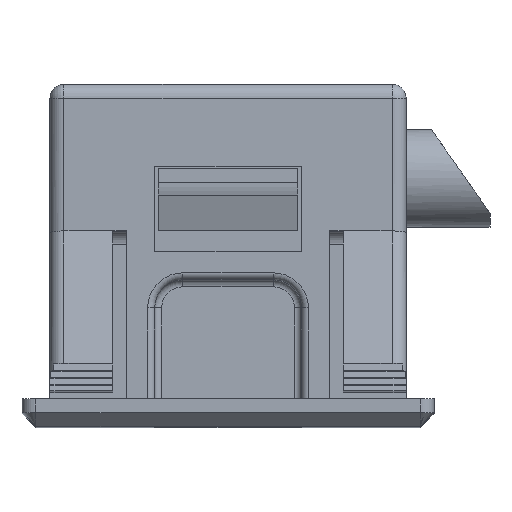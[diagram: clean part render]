
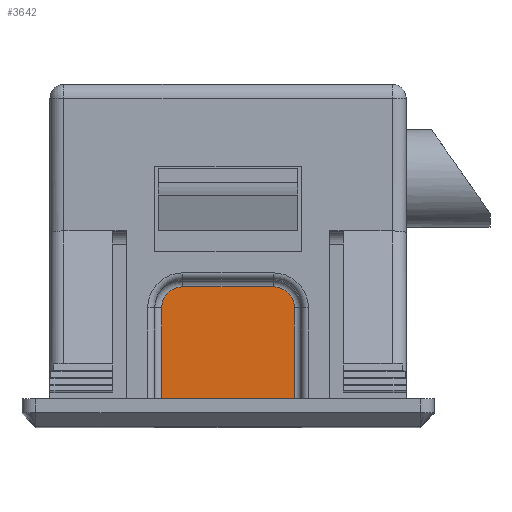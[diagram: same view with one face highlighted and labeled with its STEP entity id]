
A CAD part, top view. The second image highlights one B-rep face of the part: STEP entity #3642.
In plain terms, the highlighted planar face has unit normal (0, 0, 1).
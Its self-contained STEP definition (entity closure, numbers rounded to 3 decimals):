
#84 = DIRECTION ( 'NONE',  ( 0., 0., -1. ) ) ;
#98 = CARTESIAN_POINT ( 'NONE',  ( 3.25, 8.5, 21.25 ) ) ;
#102 = CARTESIAN_POINT ( 'NONE',  ( -4.75, 8.5, 21.25 ) ) ;
#118 = CIRCLE ( 'NONE', #4614, 1.5 ) ;
#274 = CARTESIAN_POINT ( 'NONE',  ( -4.75, 8.5, 21.25 ) ) ;
#528 = ORIENTED_EDGE ( 'NONE', *, *, #1619, .F. ) ;
#555 = ORIENTED_EDGE ( 'NONE', *, *, #4590, .F. ) ;
#686 = DIRECTION ( 'NONE',  ( 1., 0., 0. ) ) ;
#689 = PLANE ( 'NONE',  #4122 ) ;
#1160 = VECTOR ( 'NONE', #1846, 1000. ) ;
#1192 = DIRECTION ( 'NONE',  ( 1., 0., 0. ) ) ;
#1245 = FACE_OUTER_BOUND ( 'NONE', #4434, .T. ) ;
#1278 = CARTESIAN_POINT ( 'NONE',  ( -4.75, 2., 21.25 ) ) ;
#1390 = CARTESIAN_POINT ( 'NONE',  ( 3.25, 10., 21.25 ) ) ;
#1619 = EDGE_CURVE ( 'NONE', #4942, #2261, #4622, .T. ) ;
#1621 = VERTEX_POINT ( 'NONE', #1278 ) ;
#1678 = EDGE_CURVE ( 'NONE', #3527, #2060, #118, .T. ) ;
#1683 = CARTESIAN_POINT ( 'NONE',  ( 0., 0., 21.25 ) ) ;
#1717 = EDGE_CURVE ( 'NONE', #4090, #4942, #6509, .T. ) ;
#1796 = DIRECTION ( 'NONE',  ( 0., 1., 0. ) ) ;
#1846 = DIRECTION ( 'NONE',  ( 1., 0., 0. ) ) ;
#1931 = CARTESIAN_POINT ( 'NONE',  ( -3.25, 10., 21.25 ) ) ;
#2060 = VERTEX_POINT ( 'NONE', #1931 ) ;
#2261 = VERTEX_POINT ( 'NONE', #2465 ) ;
#2443 = VECTOR ( 'NONE', #5276, 1000. ) ;
#2465 = CARTESIAN_POINT ( 'NONE',  ( 4.75, 2., 21.25 ) ) ;
#2822 = ORIENTED_EDGE ( 'NONE', *, *, #1678, .F. ) ;
#2943 = ORIENTED_EDGE ( 'NONE', *, *, #4983, .F. ) ;
#3123 = CARTESIAN_POINT ( 'NONE',  ( -3.25, 8.5, 21.25 ) ) ;
#3139 = VECTOR ( 'NONE', #5165, 1000. ) ;
#3202 = DIRECTION ( 'NONE',  ( 0., 0., -1. ) ) ;
#3244 = VECTOR ( 'NONE', #1796, 1000. ) ;
#3248 = DIRECTION ( 'NONE',  ( 1., 0., 0. ) ) ;
#3527 = VERTEX_POINT ( 'NONE', #102 ) ;
#3575 = ORIENTED_EDGE ( 'NONE', *, *, #1717, .F. ) ;
#3642 = ADVANCED_FACE ( 'NONE', ( #1245 ), #689, .F. ) ;
#3782 = LINE ( 'NONE', #4760, #2443 ) ;
#4090 = VERTEX_POINT ( 'NONE', #1390 ) ;
#4122 = AXIS2_PLACEMENT_3D ( 'NONE', #1683, #4229, #1192 ) ;
#4190 = ORIENTED_EDGE ( 'NONE', *, *, #4511, .F. ) ;
#4229 = DIRECTION ( 'NONE',  ( 0., 0., -1. ) ) ;
#4364 = CARTESIAN_POINT ( 'NONE',  ( 3.25, 10., 21.25 ) ) ;
#4434 = EDGE_LOOP ( 'NONE', ( #3575, #2943, #2822, #555, #4190, #528 ) ) ;
#4511 = EDGE_CURVE ( 'NONE', #2261, #1621, #3782, .T. ) ;
#4578 = LINE ( 'NONE', #274, #3244 ) ;
#4590 = EDGE_CURVE ( 'NONE', #1621, #3527, #4578, .T. ) ;
#4614 = AXIS2_PLACEMENT_3D ( 'NONE', #3123, #3202, #3248 ) ;
#4622 = LINE ( 'NONE', #5329, #3139 ) ;
#4760 = CARTESIAN_POINT ( 'NONE',  ( 5.25, 2., 21.25 ) ) ;
#4830 = CARTESIAN_POINT ( 'NONE',  ( 4.75, 8.5, 21.25 ) ) ;
#4942 = VERTEX_POINT ( 'NONE', #4830 ) ;
#4955 = AXIS2_PLACEMENT_3D ( 'NONE', #98, #84, #686 ) ;
#4983 = EDGE_CURVE ( 'NONE', #2060, #4090, #6376, .T. ) ;
#5165 = DIRECTION ( 'NONE',  ( 0., -1., 0. ) ) ;
#5276 = DIRECTION ( 'NONE',  ( -1., 0., 0. ) ) ;
#5329 = CARTESIAN_POINT ( 'NONE',  ( 4.75, 2., 21.25 ) ) ;
#6376 = LINE ( 'NONE', #4364, #1160 ) ;
#6509 = CIRCLE ( 'NONE', #4955, 1.5 ) ;
